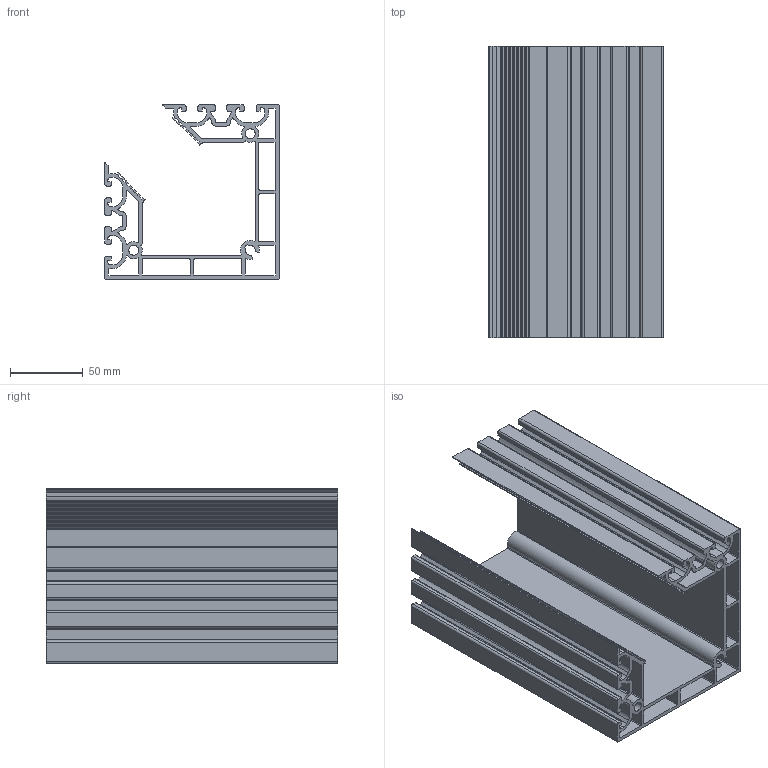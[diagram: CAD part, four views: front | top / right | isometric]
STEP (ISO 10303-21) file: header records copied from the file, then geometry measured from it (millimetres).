
FILE_DESCRIPTION(/* description */ ('Aluminiumprofil X 120x120 K56'),/* implementation_level */ '2;1');
FILE_NAME(/* name */ 'Syskomp 280120999 Aluminiumprofil X 120x120 K56.stp',/* time_stamp */ '2017-11-28T15:51:28+01:00',/* author */ ('wheldmann'),/* organization */ (''),/* preprocessor_version */ 'ST-DEVELOPER v16.1',/* originating_system */ 'Autodesk Inventor 2016',/* authorisation */ ' ');
FILE_SCHEMA (('AUTOMOTIVE_DESIGN { 1 0 10303 214 3 1 1 }'));
Length unit declared in the file: millimetre
Products named in the file (1): 280120999 Aluminiumprofil X 120x120 K56 - 200
Bounding box: 120 x 200 x 120 mm (x, y, z)
Volume: 486706 mm3; surface area: 372311.4 mm2
Topology: 1 solids, 1 shells, 446 faces, 1332 edges, 888 vertices
Faces by surface type: cylinder 248, plane 198
Full cylindrical faces by diameter (mm): 6.8 x2
Entity records: 15230 total; most frequent: DIRECTION 2720, CARTESIAN_POINT 2665, ORIENTED_EDGE 2660, EDGE_CURVE 1330, AXIS2_PLACEMENT_3D 943, VERTEX_POINT 888, LINE 834, VECTOR 834
